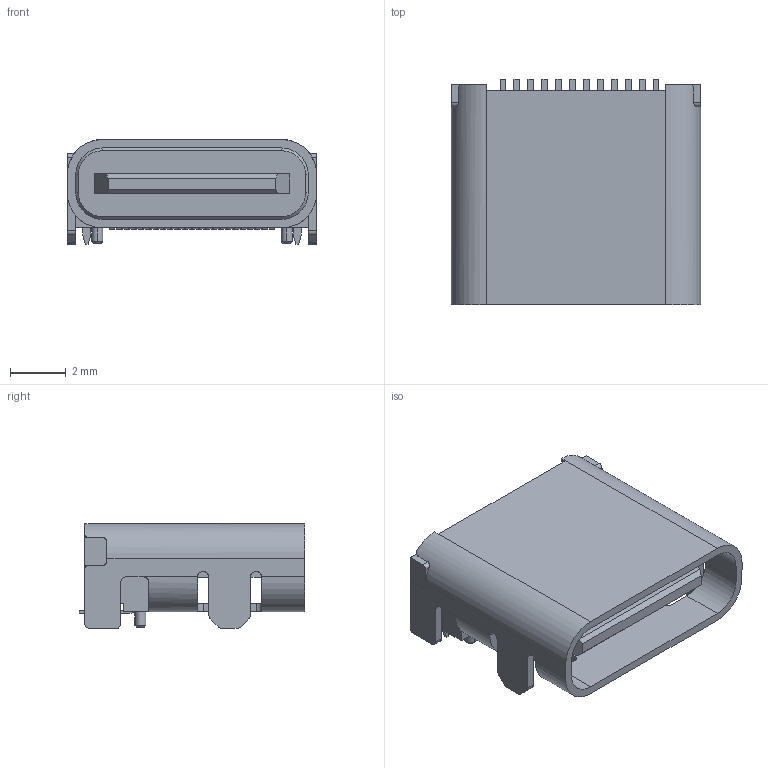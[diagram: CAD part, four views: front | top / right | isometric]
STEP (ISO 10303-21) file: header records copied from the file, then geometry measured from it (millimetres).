
FILE_DESCRIPTION (( 'STEP AP214' ), '1' );
FILE_NAME ('USB-C-SMD_TYPE-C-24P-QT.STEP', '2021-09-08T01:51:27', ( '微软用户' ), ( '微软中国' ), 'SwSTEP 2.0', 'SolidWorks 2017', '' );
FILE_SCHEMA (( 'AUTOMOTIVE_DESIGN' ));
Length unit declared in the file: millimetre
Products named in the file (1): USB-C-SMD_TYPE-C-24P-QT
Bounding box: 8.94 x 8.1 x 3.76 mm (x, y, z)
Volume: 130.6 mm3; surface area: 491.9 mm2
Topology: 2 solids, 2 shells, 369 faces, 1044 edges, 686 vertices
Faces by surface type: plane 263, cylinder 84, bspline 14, cone 8
Entity records: 16063 total; most frequent: CARTESIAN_POINT 2976, ORIENTED_EDGE 2088, DIRECTION 1882, EDGE_CURVE 1044, VECTOR 834, LINE 834, VERTEX_POINT 686, AXIS2_PLACEMENT_3D 524
